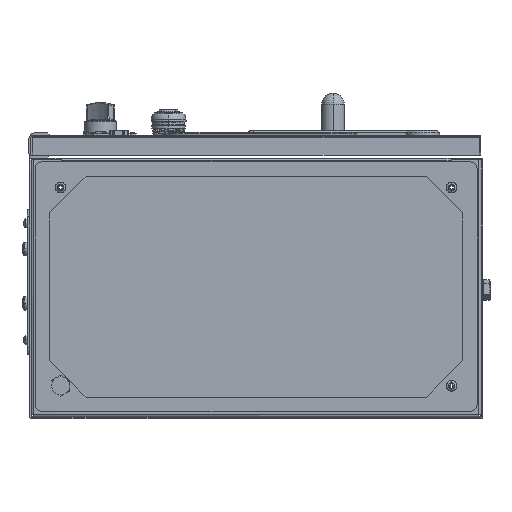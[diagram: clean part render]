
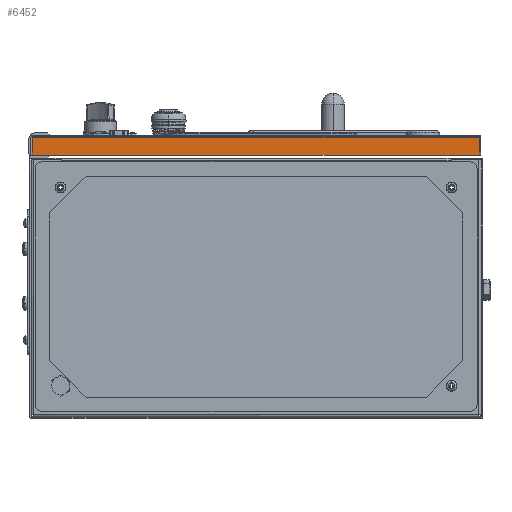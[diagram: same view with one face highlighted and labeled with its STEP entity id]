
A CAD part, front view. The second image highlights one B-rep face of the part: STEP entity #6452.
In plain terms, the highlighted planar face has unit normal (0, -1, 0).
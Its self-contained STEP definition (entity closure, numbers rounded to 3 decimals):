
#194 = DIRECTION ( 'NONE',  ( 0., 1., 0. ) ) ;
#1802 = FACE_OUTER_BOUND ( 'NONE', #27952, .T. ) ;
#3888 = LINE ( 'NONE', #13459, #5796 ) ;
#4607 = VERTEX_POINT ( 'NONE', #30515 ) ;
#5095 = DIRECTION ( 'NONE',  ( 1., 0., 0. ) ) ;
#5112 = VECTOR ( 'NONE', #5095, 1000. ) ;
#5629 = EDGE_CURVE ( 'NONE', #8323, #16819, #25954, .T. ) ;
#5796 = VECTOR ( 'NONE', #12234, 1000. ) ;
#6452 = ADVANCED_FACE ( 'NONE', ( #1802 ), #24375, .F. ) ;
#7182 = EDGE_CURVE ( 'NONE', #23854, #4607, #21583, .T. ) ;
#8323 = VERTEX_POINT ( 'NONE', #31708 ) ;
#9033 = CARTESIAN_POINT ( 'NONE',  ( 2.971, 3.95, 248.1 ) ) ;
#10379 = CARTESIAN_POINT ( 'NONE',  ( 396.829, 3.95, 232.6 ) ) ;
#11162 = LINE ( 'NONE', #17646, #41658 ) ;
#11609 = DIRECTION ( 'NONE',  ( 0., 0., -1. ) ) ;
#12234 = DIRECTION ( 'NONE',  ( 0., 0., -1. ) ) ;
#12765 = ORIENTED_EDGE ( 'NONE', *, *, #7182, .F. ) ;
#13459 = CARTESIAN_POINT ( 'NONE',  ( 2.971, 3.95, 250.1 ) ) ;
#15326 = EDGE_CURVE ( 'NONE', #4607, #16819, #11162, .T. ) ;
#16819 = VERTEX_POINT ( 'NONE', #10379 ) ;
#17113 = EDGE_CURVE ( 'NONE', #23854, #8323, #3888, .T. ) ;
#17646 = CARTESIAN_POINT ( 'NONE',  ( 396.829, 3.95, 250.1 ) ) ;
#19401 = DIRECTION ( 'NONE',  ( 1., 0., 0. ) ) ;
#20146 = CARTESIAN_POINT ( 'NONE',  ( 199.9, 3.95, 250.1 ) ) ;
#21583 = LINE ( 'NONE', #38562, #5112 ) ;
#23854 = VERTEX_POINT ( 'NONE', #9033 ) ;
#24375 = PLANE ( 'NONE',  #27945 ) ;
#25954 = LINE ( 'NONE', #32402, #40722 ) ;
#27945 = AXIS2_PLACEMENT_3D ( 'NONE', #20146, #194, #41981 ) ;
#27952 = EDGE_LOOP ( 'NONE', ( #37050, #12765, #30424, #36194 ) ) ;
#30424 = ORIENTED_EDGE ( 'NONE', *, *, #17113, .T. ) ;
#30515 = CARTESIAN_POINT ( 'NONE',  ( 396.829, 3.95, 248.1 ) ) ;
#31708 = CARTESIAN_POINT ( 'NONE',  ( 2.971, 3.95, 232.6 ) ) ;
#32402 = CARTESIAN_POINT ( 'NONE',  ( 396.9, 3.95, 232.6 ) ) ;
#36194 = ORIENTED_EDGE ( 'NONE', *, *, #5629, .T. ) ;
#37050 = ORIENTED_EDGE ( 'NONE', *, *, #15326, .F. ) ;
#38562 = CARTESIAN_POINT ( 'NONE',  ( 199.9, 3.95, 248.1 ) ) ;
#40722 = VECTOR ( 'NONE', #19401, 1000. ) ;
#41658 = VECTOR ( 'NONE', #11609, 1000. ) ;
#41981 = DIRECTION ( 'NONE',  ( 0., 0., 1. ) ) ;
